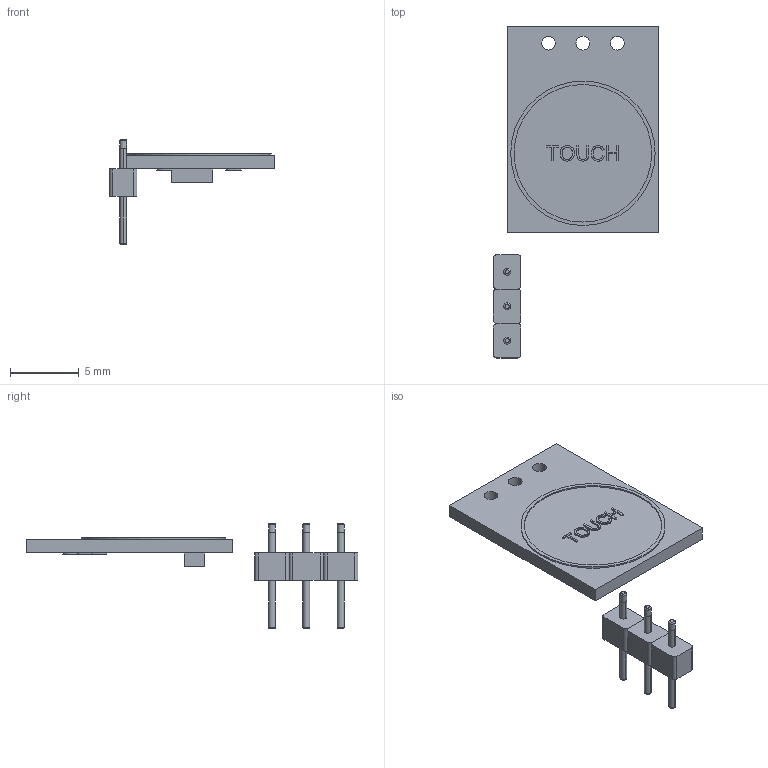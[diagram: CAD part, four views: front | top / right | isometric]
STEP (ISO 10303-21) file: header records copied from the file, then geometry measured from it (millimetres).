
FILE_DESCRIPTION(/* description */ ('VariCAD 2022-1.06 AP-214'),/* implementation_level */ '2;1');
FILE_NAME(/* name */ 'button.stp',/* time_stamp */ '2022-04-10T20:18:00+01:00',/* author */ (''),/* organization */ (''),/* preprocessor_version */ 'VariCAD 2022-1.06',/* originating_system */ 'VariCAD 2022-1.06; kernel version (20180118)',/* authorisation */ '');
FILE_SCHEMA(('AUTOMOTIVE_DESIGN'));
Length unit declared in the file: millimetre
Products named in the file (27): button; PCB_ESP32-38Pines (v2~recovered)96; PCB_ESP32-38Pines (v2~recovered)95; PCB_ESP32-38Pines (v2~recovered)94; PCB_ESP32-38Pines (v2~recovered)77; PCB_ESP32-38Pines (v2~recovered)58; PCB_ESP32-38Pines (v2~recovered)40; PCB_ESP32-38Pines (v2~recovered)35; PCB_ESP32-38Pines (v2~recovered)16; PCB_ESP32-38Pines (v2~recovered)6
Assembly tree (26 placements, depth 2):
  button
    (unnamed)
    (unnamed)
    (unnamed)
    (unnamed)
    (unnamed)
    (unnamed)
    (unnamed)
    (unnamed)
    (unnamed)
    (unnamed)
    (unnamed)
    (unnamed)
    (unnamed)
    (unnamed)
    (unnamed)
    (unnamed)
    (unnamed)
    PCB_ESP32-38Pines (v2~recovered)96
    PCB_ESP32-38Pines (v2~recovered)95
    PCB_ESP32-38Pines (v2~recovered)94
    PCB_ESP32-38Pines (v2~recovered)77
    PCB_ESP32-38Pines (v2~recovered)58
    PCB_ESP32-38Pines (v2~recovered)40
    PCB_ESP32-38Pines (v2~recovered)35
    PCB_ESP32-38Pines (v2~recovered)16
    PCB_ESP32-38Pines (v2~recovered)6
Bounding box: 12 x 24.12 x 7.65 mm (x, y, z)
Volume: 201.4 mm3; surface area: 571.3 mm2
Topology: 26 solids, 26 shells, 224 faces, 504 edges, 332 vertices
Faces by surface type: plane 141, cylinder 40, extrusion 31, torus 12
Entity records: 10486 total; most frequent: CARTESIAN_POINT 3634, DIRECTION 1121, ORIENTED_EDGE 1008, EDGE_CURVE 504, AXIS2_PLACEMENT_3D 376, VECTOR 369, LINE 338, VERTEX_POINT 332
